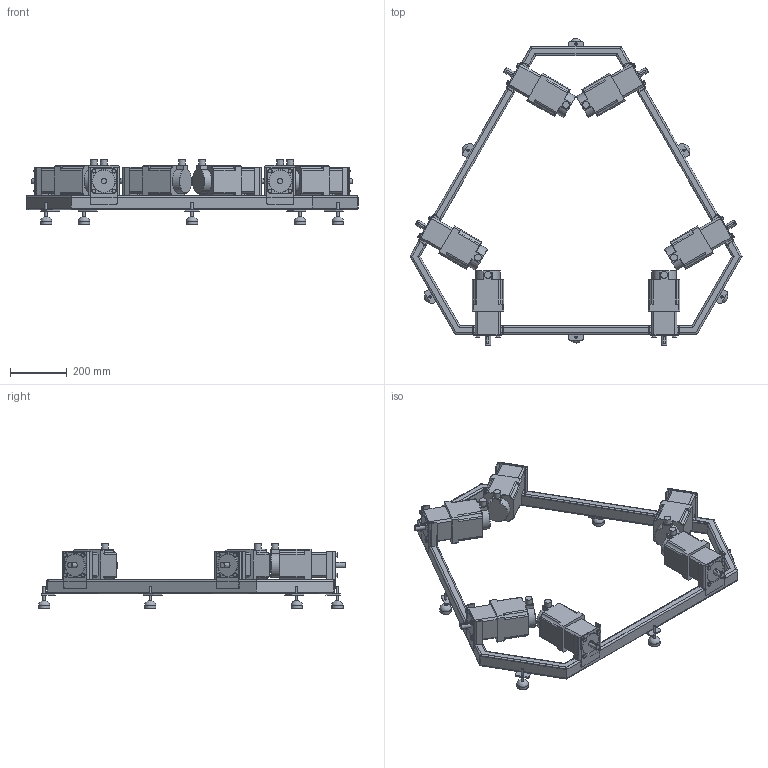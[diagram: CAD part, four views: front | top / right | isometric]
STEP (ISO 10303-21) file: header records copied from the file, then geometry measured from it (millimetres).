
FILE_DESCRIPTION (( 'STEP AP203' ), '1' );
FILE_NAME ('Baza_Default_sldprt.STEP', '2021-06-25T07:48:39', ( '' ), ( '' ), 'SwSTEP 2.0', 'SolidWorks 2020', '' );
FILE_SCHEMA (( 'CONFIG_CONTROL_DESIGN' ));
Length unit declared in the file: millimetre
Products named in the file (1): Baza_Default_sldprt
Bounding box: 1167.05 x 1079.66 x 227.5 mm (x, y, z)
Volume: 15195190.2 mm3; surface area: 1821380.8 mm2
Topology: 7 solids, 32 shells, 1430 faces, 3237 edges, 1965 vertices
Faces by surface type: plane 680, cylinder 420, cone 234, torus 78, sphere 12, bspline 6
Full cylindrical faces by diameter (mm): 6.647 x24, 7.323 x24, 8 x30, 8.3 x30, 11.4 x24, 20 x6, 24 x6, 40 x6, 80 x6, 80.3 x6
Entity records: 38471 total; most frequent: CARTESIAN_POINT 8217, DIRECTION 6402, ORIENTED_EDGE 5844, EDGE_CURVE 2922, AXIS2_PLACEMENT_3D 2439, VERTEX_POINT 1908, EDGE_LOOP 1822, FACE_OUTER_BOUND 1598
